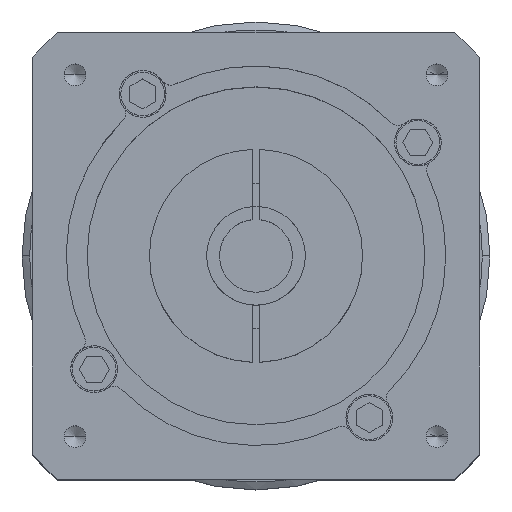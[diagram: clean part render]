
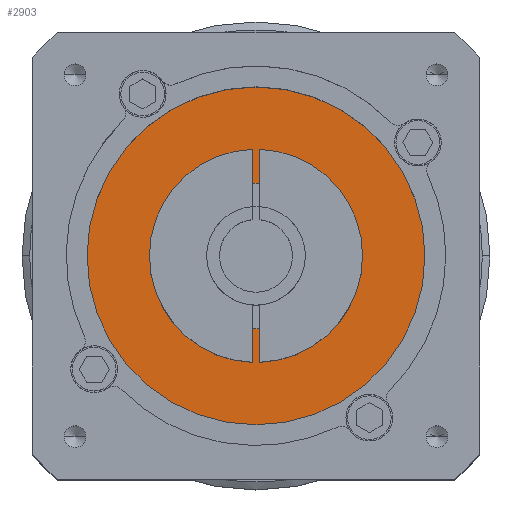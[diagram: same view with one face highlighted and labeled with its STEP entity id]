
A CAD part, top view. The second image highlights one B-rep face of the part: STEP entity #2903.
In plain terms, the highlighted planar face has unit normal (0, 0, 1).
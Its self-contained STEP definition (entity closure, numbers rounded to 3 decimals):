
#29 = CARTESIAN_POINT ( 'NONE',  ( 0., 0., 107. ) ) ;
#61 = VERTEX_POINT ( 'NONE', #6338 ) ;
#507 = ORIENTED_EDGE ( 'NONE', *, *, #6181, .F. ) ;
#508 = CARTESIAN_POINT ( 'NONE',  ( -32.5, 0., 107. ) ) ;
#574 = DIRECTION ( 'NONE',  ( 1., 0., 0. ) ) ;
#735 = VERTEX_POINT ( 'NONE', #1164 ) ;
#933 = DIRECTION ( 'NONE',  ( 0., 0., 1. ) ) ;
#977 = AXIS2_PLACEMENT_3D ( 'NONE', #29, #3926, #574 ) ;
#1082 = ORIENTED_EDGE ( 'NONE', *, *, #4472, .F. ) ;
#1137 = DIRECTION ( 'NONE',  ( 0., 0., 1. ) ) ;
#1164 = CARTESIAN_POINT ( 'NONE',  ( 32.5, 0., 107. ) ) ;
#1266 = EDGE_CURVE ( 'NONE', #735, #5711, #5818, .T. ) ;
#1684 = DIRECTION ( 'NONE',  ( 0., 0., 1. ) ) ;
#1948 = AXIS2_PLACEMENT_3D ( 'NONE', #4264, #933, #4802 ) ;
#2028 = FACE_BOUND ( 'NONE', #7019, .T. ) ;
#2244 = PLANE ( 'NONE',  #977 ) ;
#2356 = CARTESIAN_POINT ( 'NONE',  ( 0., 0., 107. ) ) ;
#2794 = DIRECTION ( 'NONE',  ( 1., 0., 0. ) ) ;
#2814 = ORIENTED_EDGE ( 'NONE', *, *, #3103, .T. ) ;
#2822 = CIRCLE ( 'NONE', #3768, 14. ) ;
#2903 = ADVANCED_FACE ( 'NONE', ( #6093, #2028 ), #2244, .T. ) ;
#2913 = DIRECTION ( 'NONE',  ( 1., 0., 0. ) ) ;
#3030 = AXIS2_PLACEMENT_3D ( 'NONE', #2356, #6192, #2913 ) ;
#3103 = EDGE_CURVE ( 'NONE', #5711, #735, #4200, .T. ) ;
#3331 = CARTESIAN_POINT ( 'NONE',  ( 0., 0., 107. ) ) ;
#3546 = VERTEX_POINT ( 'NONE', #4029 ) ;
#3768 = AXIS2_PLACEMENT_3D ( 'NONE', #4442, #1137, #4987 ) ;
#3926 = DIRECTION ( 'NONE',  ( 0., 0., 1. ) ) ;
#4029 = CARTESIAN_POINT ( 'NONE',  ( 14., 0., 107. ) ) ;
#4200 = CIRCLE ( 'NONE', #1948, 32.5 ) ;
#4264 = CARTESIAN_POINT ( 'NONE',  ( 0., 0., 107. ) ) ;
#4442 = CARTESIAN_POINT ( 'NONE',  ( 0., 0., 107. ) ) ;
#4472 = EDGE_CURVE ( 'NONE', #61, #3546, #2822, .T. ) ;
#4802 = DIRECTION ( 'NONE',  ( 1., 0., 0. ) ) ;
#4987 = DIRECTION ( 'NONE',  ( 1., 0., 0. ) ) ;
#5414 = EDGE_LOOP ( 'NONE', ( #6964, #2814 ) ) ;
#5617 = CIRCLE ( 'NONE', #3030, 14. ) ;
#5711 = VERTEX_POINT ( 'NONE', #508 ) ;
#5818 = CIRCLE ( 'NONE', #7047, 32.5 ) ;
#6093 = FACE_OUTER_BOUND ( 'NONE', #5414, .T. ) ;
#6181 = EDGE_CURVE ( 'NONE', #3546, #61, #5617, .T. ) ;
#6192 = DIRECTION ( 'NONE',  ( 0., 0., 1. ) ) ;
#6338 = CARTESIAN_POINT ( 'NONE',  ( -14., 0., 107. ) ) ;
#6964 = ORIENTED_EDGE ( 'NONE', *, *, #1266, .T. ) ;
#7019 = EDGE_LOOP ( 'NONE', ( #1082, #507 ) ) ;
#7047 = AXIS2_PLACEMENT_3D ( 'NONE', #3331, #1684, #2794 ) ;
